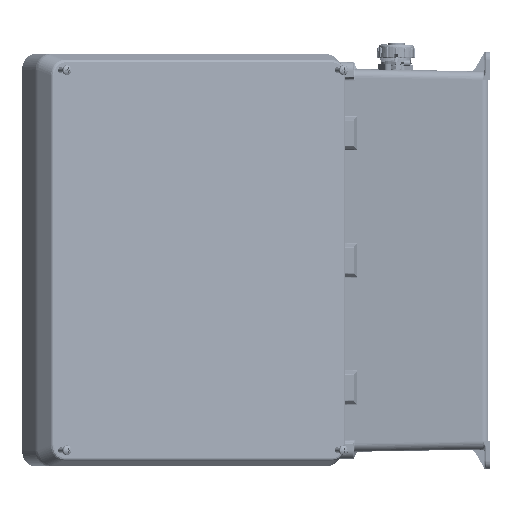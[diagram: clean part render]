
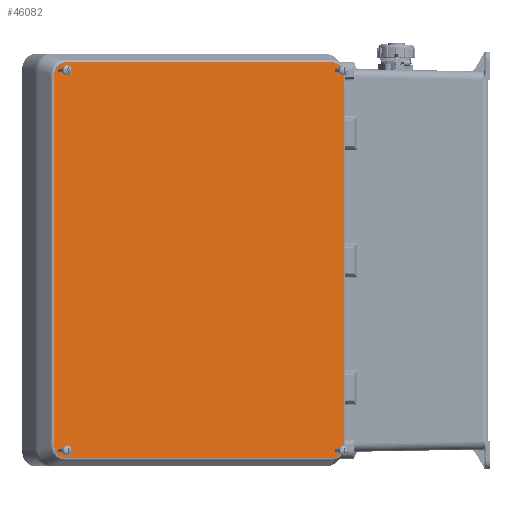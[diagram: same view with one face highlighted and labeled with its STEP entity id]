
A CAD part, left-side view. The second image highlights one B-rep face of the part: STEP entity #46082.
In plain terms, the highlighted face is planar.
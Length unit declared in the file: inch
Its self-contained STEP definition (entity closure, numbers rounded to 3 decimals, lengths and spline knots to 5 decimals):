
#219 = VECTOR ( 'NONE', #77669, 39.37008 ) ;
#552 = AXIS2_PLACEMENT_3D ( 'NONE', #107759, #57427, #6942 ) ;
#1212 = EDGE_LOOP ( 'NONE', ( #18080 ) ) ;
#1238 = CARTESIAN_POINT ( 'NONE',  ( -6.34544, 0., -14.81371 ) ) ;
#2882 = FACE_BOUND ( 'NONE', #75659, .T. ) ;
#2928 = CARTESIAN_POINT ( 'NONE',  ( -6.34544, 0., -14.52991 ) ) ;
#5320 = CARTESIAN_POINT ( 'NONE',  ( 6.34544, 0., -14.52991 ) ) ;
#5356 = DIRECTION ( 'NONE',  ( 0., 1., 0. ) ) ;
#6904 = PLANE ( 'NONE',  #101500 ) ;
#6942 = DIRECTION ( 'NONE',  ( 0., 0., -1. ) ) ;
#8242 = DIRECTION ( 'NONE',  ( 0., 0., 1. ) ) ;
#8368 = AXIS2_PLACEMENT_3D ( 'NONE', #9392, #68327, #17826 ) ;
#8820 = CARTESIAN_POINT ( 'NONE',  ( 6.05905, 0., -0.60095 ) ) ;
#9392 = CARTESIAN_POINT ( 'NONE',  ( 6.05905, 0., -14.71905 ) ) ;
#10843 =( BOUNDED_CURVE ( )  B_SPLINE_CURVE ( 3, ( #85713, #26734, #43708, #102520 ),
 .UNSPECIFIED., .F., .T. ) 
 B_SPLINE_CURVE_WITH_KNOTS ( ( 4, 4 ),
 ( 2.40401, 3.87917 ),
 .UNSPECIFIED. ) 
 CURVE ( )  GEOMETRIC_REPRESENTATION_ITEM ( )  RATIONAL_B_SPLINE_CURVE ( ( 1., 0.827, 0.827, 1. ) ) 
 REPRESENTATION_ITEM ( '' )  );
#11775 = VECTOR ( 'NONE', #103923, 39.37008 ) ;
#13200 = EDGE_CURVE ( 'NONE', #68786, #51539, #30707, .T. ) ;
#14896 = ORIENTED_EDGE ( 'NONE', *, *, #92133, .T. ) ;
#15268 = CARTESIAN_POINT ( 'NONE',  ( -5.86991, 0., -0.31456 ) ) ;
#16405 = VERTEX_POINT ( 'NONE', #81030 ) ;
#16951 = CARTESIAN_POINT ( 'NONE',  ( 6.05905, 0., -0.71095 ) ) ;
#17276 = DIRECTION ( 'NONE',  ( 0., 0., -1. ) ) ;
#17826 = DIRECTION ( 'NONE',  ( 0., 0., 1. ) ) ;
#17888 = CARTESIAN_POINT ( 'NONE',  ( 6.05905, 0., -14.60905 ) ) ;
#18080 = ORIENTED_EDGE ( 'NONE', *, *, #93847, .T. ) ;
#18118 = CARTESIAN_POINT ( 'NONE',  ( -5.86991, 0., -15.00544 ) ) ;
#18617 = VERTEX_POINT ( 'NONE', #84849 ) ;
#19679 = CARTESIAN_POINT ( 'NONE',  ( 5.86991, 0., -15.00544 ) ) ;
#20290 = CARTESIAN_POINT ( 'NONE',  ( -5.86991, 0., -0.31456 ) ) ;
#21783 = VERTEX_POINT ( 'NONE', #68644 ) ;
#22828 = EDGE_CURVE ( 'NONE', #21783, #16405, #10843, .T. ) ;
#22836 = CARTESIAN_POINT ( 'NONE',  ( 0., 0., -15.00544 ) ) ;
#23024 = CARTESIAN_POINT ( 'NONE',  ( -6.34544, 0., -0.50629 ) ) ;
#24630 = EDGE_LOOP ( 'NONE', ( #39696 ) ) ;
#25258 = FACE_BOUND ( 'NONE', #89372, .T. ) ;
#25477 = AXIS2_PLACEMENT_3D ( 'NONE', #55820, #5356, #64262 ) ;
#26525 = VERTEX_POINT ( 'NONE', #54516 ) ;
#26734 = CARTESIAN_POINT ( 'NONE',  ( 6.34544, 0., -0.50629 ) ) ;
#28304 = ORIENTED_EDGE ( 'NONE', *, *, #52700, .F. ) ;
#28384 = ORIENTED_EDGE ( 'NONE', *, *, #54552, .T. ) ;
#29056 = EDGE_CURVE ( 'NONE', #69935, #18617, #67415, .T. ) ;
#29126 = VERTEX_POINT ( 'NONE', #102172 ) ;
#30707 = LINE ( 'NONE', #22836, #72888 ) ;
#33805 =( BOUNDED_CURVE ( )  B_SPLINE_CURVE ( 3, ( #102034, #1238, #68628, #18118 ),
 .UNSPECIFIED., .F., .F. ) 
 B_SPLINE_CURVE_WITH_KNOTS ( ( 4, 4 ),
 ( 2.40401, 3.87917 ),
 .UNSPECIFIED. ) 
 CURVE ( )  GEOMETRIC_REPRESENTATION_ITEM ( )  RATIONAL_B_SPLINE_CURVE ( ( 1., 0.827, 0.827, 1. ) ) 
 REPRESENTATION_ITEM ( '' )  );
#35277 = EDGE_CURVE ( 'NONE', #55746, #55746, #79739, .T. ) ;
#36145 = ORIENTED_EDGE ( 'NONE', *, *, #29056, .F. ) ;
#38845 = CARTESIAN_POINT ( 'NONE',  ( 6.34544, 0., -14.81371 ) ) ;
#39696 = ORIENTED_EDGE ( 'NONE', *, *, #35277, .F. ) ;
#39965 = CARTESIAN_POINT ( 'NONE',  ( 6.34544, 0., -14.52991 ) ) ;
#43047 = ORIENTED_EDGE ( 'NONE', *, *, #59607, .F. ) ;
#43708 = CARTESIAN_POINT ( 'NONE',  ( 6.15371, 0., -0.31456 ) ) ;
#43753 = CARTESIAN_POINT ( 'NONE',  ( -6.34544, 0., -0.81219 ) ) ;
#45117 = CARTESIAN_POINT ( 'NONE',  ( 0., 0., -0.31456 ) ) ;
#45400 = CIRCLE ( 'NONE', #8368, 0.11 ) ;
#46082 = ADVANCED_FACE ( 'NONE', ( #2882, #70091, #89850, #67433, #25258 ), #6904, .F. ) ;
#47218 = DIRECTION ( 'NONE',  ( -1., 0., 0. ) ) ;
#49287 = DIRECTION ( 'NONE',  ( 0., 1., 0. ) ) ;
#49444 = EDGE_CURVE ( 'NONE', #74198, #68786, #56000, .T. ) ;
#50368 = CIRCLE ( 'NONE', #25477, 0.1122 ) ;
#50966 = ORIENTED_EDGE ( 'NONE', *, *, #97753, .T. ) ;
#51539 = VERTEX_POINT ( 'NONE', #53686 ) ;
#52092 = VECTOR ( 'NONE', #8242, 39.37008 ) ;
#52700 = EDGE_CURVE ( 'NONE', #18617, #57990, #53225, .T. ) ;
#53225 =( BOUNDED_CURVE ( )  B_SPLINE_CURVE ( 3, ( #99133, #23024, #65739, #15268 ),
 .UNSPECIFIED., .F., .F. ) 
 B_SPLINE_CURVE_WITH_KNOTS ( ( 4, 4 ),
 ( 2.40401, 3.87917 ),
 .UNSPECIFIED. ) 
 CURVE ( )  GEOMETRIC_REPRESENTATION_ITEM ( )  RATIONAL_B_SPLINE_CURVE ( ( 1., 0.827, 0.827, 1. ) ) 
 REPRESENTATION_ITEM ( '' )  );
#53686 = CARTESIAN_POINT ( 'NONE',  ( -5.86991, 0., -15.00544 ) ) ;
#54516 = CARTESIAN_POINT ( 'NONE',  ( -6.05905, 0., -0.71315 ) ) ;
#54552 = EDGE_CURVE ( 'NONE', #74198, #21783, #77124, .T. ) ;
#55746 = VERTEX_POINT ( 'NONE', #16951 ) ;
#55820 = CARTESIAN_POINT ( 'NONE',  ( -6.05905, 0., -14.71905 ) ) ;
#56000 =( BOUNDED_CURVE ( )  B_SPLINE_CURVE ( 3, ( #5320, #38845, #97631, #64231 ),
 .UNSPECIFIED., .F., .T. ) 
 B_SPLINE_CURVE_WITH_KNOTS ( ( 4, 4 ),
 ( 2.40401, 3.87917 ),
 .UNSPECIFIED. ) 
 CURVE ( )  GEOMETRIC_REPRESENTATION_ITEM ( )  RATIONAL_B_SPLINE_CURVE ( ( 1., 0.827, 0.827, 1. ) ) 
 REPRESENTATION_ITEM ( '' )  );
#56016 = AXIS2_PLACEMENT_3D ( 'NONE', #8820, #67773, #17276 ) ;
#56526 = EDGE_LOOP ( 'NONE', ( #107352, #50966, #28304, #36145, #78167, #71501, #105042, #28384 ) ) ;
#57427 = DIRECTION ( 'NONE',  ( 0., -1., 0. ) ) ;
#57990 = VERTEX_POINT ( 'NONE', #20290 ) ;
#59607 = EDGE_CURVE ( 'NONE', #26525, #26525, #63184, .T. ) ;
#63184 = CIRCLE ( 'NONE', #552, 0.1122 ) ;
#64231 = CARTESIAN_POINT ( 'NONE',  ( 5.86991, 0., -15.00544 ) ) ;
#64262 = DIRECTION ( 'NONE',  ( 0., 0., 1. ) ) ;
#65739 = CARTESIAN_POINT ( 'NONE',  ( -6.15371, 0., -0.31456 ) ) ;
#67415 = LINE ( 'NONE', #43753, #219 ) ;
#67433 = FACE_BOUND ( 'NONE', #1212, .T. ) ;
#67773 = DIRECTION ( 'NONE',  ( 0., -1., 0. ) ) ;
#68327 = DIRECTION ( 'NONE',  ( 0., 1., 0. ) ) ;
#68628 = CARTESIAN_POINT ( 'NONE',  ( -6.15371, 0., -15.00544 ) ) ;
#68644 = CARTESIAN_POINT ( 'NONE',  ( 6.34544, 0., -0.79009 ) ) ;
#68786 = VERTEX_POINT ( 'NONE', #19679 ) ;
#69935 = VERTEX_POINT ( 'NONE', #2928 ) ;
#70091 = FACE_BOUND ( 'NONE', #24630, .T. ) ;
#71501 = ORIENTED_EDGE ( 'NONE', *, *, #13200, .F. ) ;
#72888 = VECTOR ( 'NONE', #47218, 39.37008 ) ;
#74198 = VERTEX_POINT ( 'NONE', #39965 ) ;
#74484 = EDGE_CURVE ( 'NONE', #69935, #51539, #33805, .T. ) ;
#75659 = EDGE_LOOP ( 'NONE', ( #43047 ) ) ;
#76562 = VERTEX_POINT ( 'NONE', #17888 ) ;
#77124 = LINE ( 'NONE', #100582, #52092 ) ;
#77669 = DIRECTION ( 'NONE',  ( 0., 0., 1. ) ) ;
#78167 = ORIENTED_EDGE ( 'NONE', *, *, #74484, .T. ) ;
#79739 = CIRCLE ( 'NONE', #56016, 0.11 ) ;
#81030 = CARTESIAN_POINT ( 'NONE',  ( 5.86991, 0., -0.31456 ) ) ;
#81639 = LINE ( 'NONE', #45117, #11775 ) ;
#82773 = CARTESIAN_POINT ( 'NONE',  ( 6.66, 0., 0. ) ) ;
#84849 = CARTESIAN_POINT ( 'NONE',  ( -6.34544, 0., -0.79009 ) ) ;
#85713 = CARTESIAN_POINT ( 'NONE',  ( 6.34544, 0., -0.79009 ) ) ;
#89372 = EDGE_LOOP ( 'NONE', ( #14896 ) ) ;
#89850 = FACE_OUTER_BOUND ( 'NONE', #56526, .T. ) ;
#92133 = EDGE_CURVE ( 'NONE', #76562, #76562, #45400, .T. ) ;
#93847 = EDGE_CURVE ( 'NONE', #29126, #29126, #50368, .T. ) ;
#97631 = CARTESIAN_POINT ( 'NONE',  ( 6.15371, 0., -15.00544 ) ) ;
#97753 = EDGE_CURVE ( 'NONE', #16405, #57990, #81639, .T. ) ;
#99133 = CARTESIAN_POINT ( 'NONE',  ( -6.34544, 0., -0.79009 ) ) ;
#100582 = CARTESIAN_POINT ( 'NONE',  ( 6.34544, 0., -0.81219 ) ) ;
#101500 = AXIS2_PLACEMENT_3D ( 'NONE', #82773, #49287, #108076 ) ;
#102034 = CARTESIAN_POINT ( 'NONE',  ( -6.34544, 0., -14.52991 ) ) ;
#102172 = CARTESIAN_POINT ( 'NONE',  ( -6.05905, 0., -14.60685 ) ) ;
#102520 = CARTESIAN_POINT ( 'NONE',  ( 5.86991, 0., -0.31456 ) ) ;
#103923 = DIRECTION ( 'NONE',  ( -1., 0., 0. ) ) ;
#105042 = ORIENTED_EDGE ( 'NONE', *, *, #49444, .F. ) ;
#107352 = ORIENTED_EDGE ( 'NONE', *, *, #22828, .T. ) ;
#107759 = CARTESIAN_POINT ( 'NONE',  ( -6.05905, 0., -0.60095 ) ) ;
#108076 = DIRECTION ( 'NONE',  ( 0., 0., 1. ) ) ;
